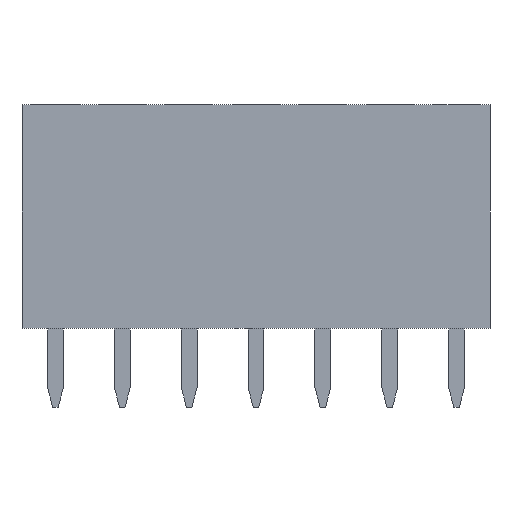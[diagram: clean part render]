
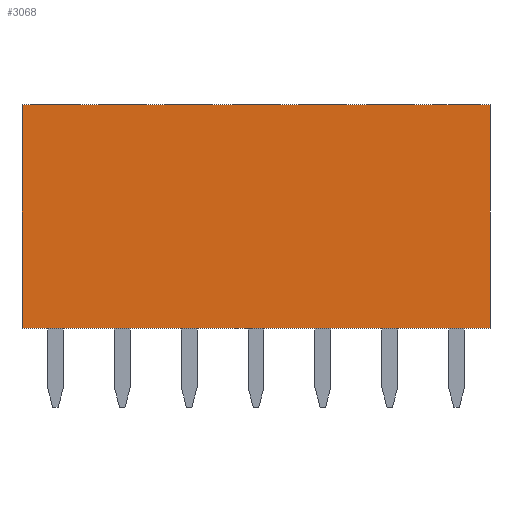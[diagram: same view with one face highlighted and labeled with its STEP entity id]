
A CAD part, front view. The second image highlights one B-rep face of the part: STEP entity #3068.
In plain terms, the highlighted planar face has unit normal (0, -1, 0).
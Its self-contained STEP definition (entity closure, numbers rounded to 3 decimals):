
#3068=ADVANCED_FACE('',(#5918),#5920,.T.);
#5918=FACE_BOUND('',#5919,.T.);
#5919=EDGE_LOOP('',(#8145,#8146,#8147,#8148));
#5920=PLANE('',#5921);
#5921=AXIS2_PLACEMENT_3D('',#5922,#5923,#5924);
#5922=CARTESIAN_POINT('',(-1.27,-1.27,0.));
#5923=DIRECTION('',(0.,-1.,0.));
#5924=DIRECTION('',(1.,0.,0.));
#8145=ORIENTED_EDGE('',*,*,#9359,.T.);
#8146=ORIENTED_EDGE('',*,*,#9262,.T.);
#8147=ORIENTED_EDGE('',*,*,#9343,.F.);
#8148=ORIENTED_EDGE('',*,*,#9251,.F.);
#9251=EDGE_CURVE('',#10875,#10877,#10878,.T.);
#9262=EDGE_CURVE('',#10897,#10895,#10898,.T.);
#9343=EDGE_CURVE('',#10877,#10895,#11003,.T.);
#9359=EDGE_CURVE('',#10875,#10897,#11023,.T.);
#10875=VERTEX_POINT('',#14385);
#10877=VERTEX_POINT('',#14389);
#10878=LINE('',#14390,#14391);
#10895=VERTEX_POINT('',#14427);
#10897=VERTEX_POINT('',#14431);
#10898=LINE('',#14432,#14433);
#11003=LINE('',#14703,#14704);
#11023=LINE('',#14755,#14756);
#14385=CARTESIAN_POINT('',(-1.27,-1.27,0.));
#14389=CARTESIAN_POINT('',(-1.27,-1.27,8.5));
#14390=CARTESIAN_POINT('',(-1.27,-1.27,0.));
#14391=VECTOR('',#14392,1.);
#14392=DIRECTION('',(0.,0.,1.));
#14427=CARTESIAN_POINT('',(16.51,-1.27,8.5));
#14431=CARTESIAN_POINT('',(16.51,-1.27,0.));
#14432=CARTESIAN_POINT('',(16.51,-1.27,0.));
#14433=VECTOR('',#14434,1.);
#14434=DIRECTION('',(0.,0.,1.));
#14703=CARTESIAN_POINT('',(-1.27,-1.27,8.5));
#14704=VECTOR('',#14705,1.);
#14705=DIRECTION('',(1.,0.,0.));
#14755=CARTESIAN_POINT('',(-1.27,-1.27,0.));
#14756=VECTOR('',#14757,1.);
#14757=DIRECTION('',(1.,0.,0.));
